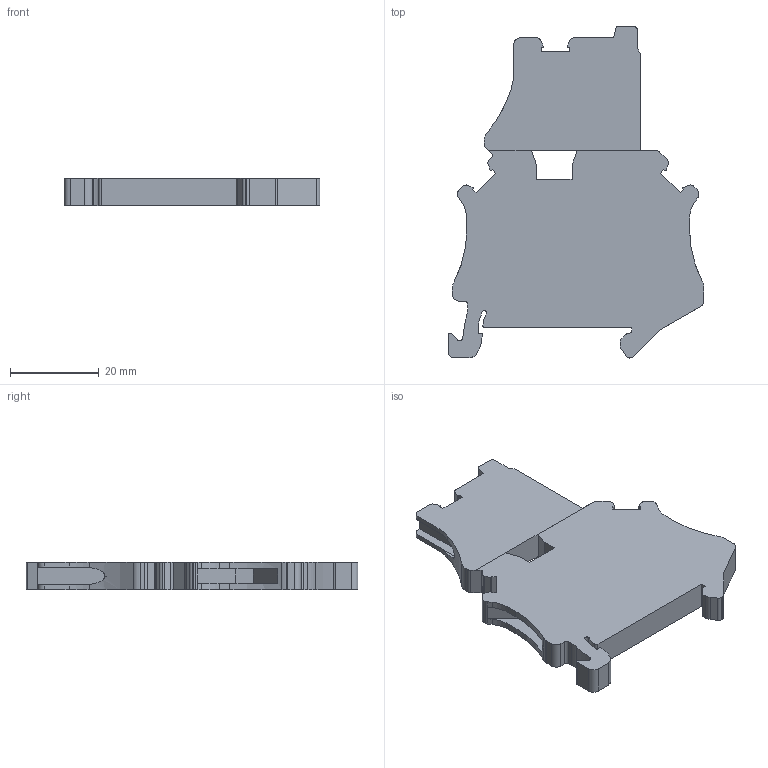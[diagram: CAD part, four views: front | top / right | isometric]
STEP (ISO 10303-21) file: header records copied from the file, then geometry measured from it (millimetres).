
FILE_DESCRIPTION(('OneSpaceDesigner STEP Export'),'2;1');
FILE_NAME('3046249_ut4_hedi_select.stp','2004-11-30T 9:18:34',(''),(''),'OneSpace Designer STEP processor (Jan. 2003) for AP203(Solid Model)','OneSpace Designer 12.01C 26-Mar-2004 (C) CoCreate Software GmbH','');
FILE_SCHEMA(('CONFIG_CONTROL_DESIGN'));
Length unit declared in the file: millimetre
Products named in the file (2): 3046249_ut4_hedi_select
Assembly tree (1 placements, depth 2):
  3046249_ut4_hedi_select
    3046249_ut4_hedi_select
Bounding box: 57.8 x 74.98 x 6.15 mm (x, y, z)
Volume: 16174.2 mm3; surface area: 8253.3 mm2
Topology: 1 solids, 1 shells, 198 faces, 586 edges, 389 vertices
Faces by surface type: plane 114, cylinder 84
Entity records: 8418 total; most frequent: CARTESIAN_POINT 1525, ORIENTED_EDGE 1172, DIRECTION 968, EDGE_CURVE 586, VECTOR 390, LINE 390, VERTEX_POINT 389, AXIS2_PLACEMENT_3D 289
